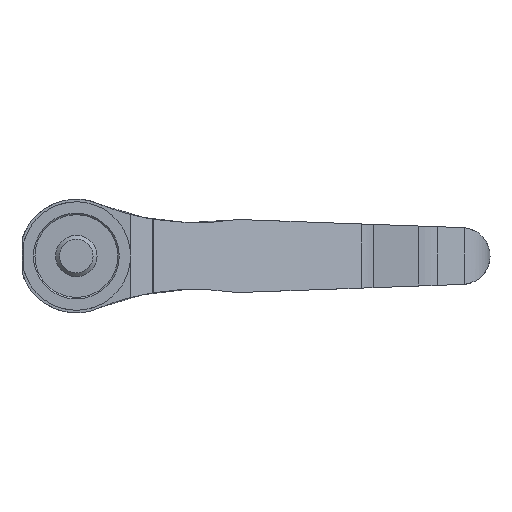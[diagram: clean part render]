
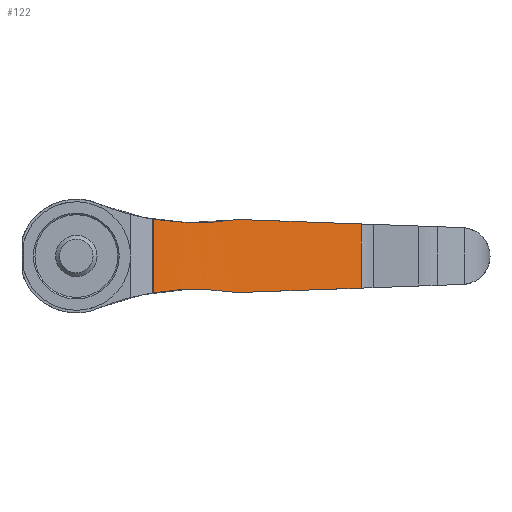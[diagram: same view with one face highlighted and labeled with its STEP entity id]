
A CAD part, front view. The second image highlights one B-rep face of the part: STEP entity #122.
In plain terms, the highlighted cylindrical face has radius 214.45 mm (diameter 428.9 mm), a partial arc.
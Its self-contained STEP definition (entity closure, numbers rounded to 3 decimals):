
#122 = ADVANCED_FACE( '', ( #279 ), #280, .F. );
#279 = FACE_OUTER_BOUND( '', #470, .T. );
#280 = CYLINDRICAL_SURFACE( '', #471, 214.45 );
#470 = EDGE_LOOP( '', ( #763, #764, #765, #766, #767, #768, #769, #770 ) );
#471 = AXIS2_PLACEMENT_3D( '', #771, #772, #773 );
#763 = ORIENTED_EDGE( '', *, *, #1162, .T. );
#764 = ORIENTED_EDGE( '', *, *, #1163, .T. );
#765 = ORIENTED_EDGE( '', *, *, #1164, .F. );
#766 = ORIENTED_EDGE( '', *, *, #1089, .T. );
#767 = ORIENTED_EDGE( '', *, *, #1165, .T. );
#768 = ORIENTED_EDGE( '', *, *, #1166, .F. );
#769 = ORIENTED_EDGE( '', *, *, #1156, .T. );
#770 = ORIENTED_EDGE( '', *, *, #1167, .F. );
#771 = CARTESIAN_POINT( '', ( 111.591, -165.123, 22. ) );
#772 = DIRECTION( '', ( 0., 0., 1. ) );
#773 = DIRECTION( '', ( -1., 0., 0. ) );
#1089 = EDGE_CURVE( '', #1293, #1291, #1294, .F. );
#1156 = EDGE_CURVE( '', #1400, #1401, #1402, .T. );
#1162 = EDGE_CURVE( '', #1410, #1411, #1412, .T. );
#1163 = EDGE_CURVE( '', #1411, #1413, #1414, .F. );
#1164 = EDGE_CURVE( '', #1293, #1413, #1415, .T. );
#1165 = EDGE_CURVE( '', #1291, #1416, #1417, .T. );
#1166 = EDGE_CURVE( '', #1400, #1416, #1418, .T. );
#1167 = EDGE_CURVE( '', #1410, #1401, #1419, .T. );
#1291 = VERTEX_POINT( '', #1572 );
#1293 = VERTEX_POINT( '', #1575 );
#1294 = ELLIPSE( '', #1576, 214.59, 214.45 );
#1400 = VERTEX_POINT( '', #1858 );
#1401 = VERTEX_POINT( '', #1859 );
#1402 = LINE( '', #1860, #1861 );
#1410 = VERTEX_POINT( '', #1876 );
#1411 = VERTEX_POINT( '', #1877 );
#1412 = B_SPLINE_CURVE_WITH_KNOTS( '', 3, ( #1878, #1879, #1880, #1881 ), .UNSPECIFIED., .F., .F., ( 4, 4 ), ( 0., 0.002 ), .UNSPECIFIED. );
#1413 = VERTEX_POINT( '', #1882 );
#1414 = ELLIPSE( '', #1883, 214.59, 214.45 );
#1415 = LINE( '', #1884, #1885 );
#1416 = VERTEX_POINT( '', #1886 );
#1417 = B_SPLINE_CURVE_WITH_KNOTS( '', 3, ( #1887, #1888, #1889, #1890 ), .UNSPECIFIED., .F., .F., ( 4, 4 ), ( 0., 0.002 ), .UNSPECIFIED. );
#1418 = B_SPLINE_CURVE_WITH_KNOTS( '', 3, ( #1891, #1892, #1893, #1894, #1895, #1896 ), .UNSPECIFIED., .F., .F., ( 4, 2, 4 ), ( 0., 0.008, 0.017 ), .UNSPECIFIED. );
#1419 = B_SPLINE_CURVE_WITH_KNOTS( '', 3, ( #1897, #1898, #1899, #1900, #1901, #1902 ), .UNSPECIFIED., .F., .F., ( 4, 2, 4 ), ( 0., 0.008, 0.017 ), .UNSPECIFIED. );
#1572 = CARTESIAN_POINT( '', ( 31.648, 33.87, 7.049 ) );
#1575 = CARTESIAN_POINT( '', ( 55.114, 41.757, 6.201 ) );
#1576 = AXIS2_PLACEMENT_3D( '', #2180, #2181, #2182 );
#1858 = CARTESIAN_POINT( '', ( 14.882, 26.283, 7.096 ) );
#1859 = CARTESIAN_POINT( '', ( 14.882, 26.283, -7.096 ) );
#1860 = CARTESIAN_POINT( '', ( 14.882, 26.283, 22. ) );
#1861 = VECTOR( '', #2283, 1000. );
#1876 = CARTESIAN_POINT( '', ( 30.179, 33.273, -6.967 ) );
#1877 = CARTESIAN_POINT( '', ( 31.648, 33.87, -7.049 ) );
#1878 = CARTESIAN_POINT( '', ( 30.179, 33.273, -6.967 ) );
#1879 = CARTESIAN_POINT( '', ( 30.666, 33.473, -7.039 ) );
#1880 = CARTESIAN_POINT( '', ( 31.156, 33.672, -7.067 ) );
#1881 = CARTESIAN_POINT( '', ( 31.648, 33.87, -7.049 ) );
#1882 = CARTESIAN_POINT( '', ( 55.114, 41.757, -6.201 ) );
#1883 = AXIS2_PLACEMENT_3D( '', #2285, #2286, #2287 );
#1884 = CARTESIAN_POINT( '', ( 55.114, 41.757, 22. ) );
#1885 = VECTOR( '', #2288, 1000. );
#1886 = CARTESIAN_POINT( '', ( 30.179, 33.273, 6.967 ) );
#1887 = CARTESIAN_POINT( '', ( 31.648, 33.87, 7.049 ) );
#1888 = CARTESIAN_POINT( '', ( 31.156, 33.672, 7.067 ) );
#1889 = CARTESIAN_POINT( '', ( 30.666, 33.473, 7.039 ) );
#1890 = CARTESIAN_POINT( '', ( 30.179, 33.273, 6.967 ) );
#1891 = CARTESIAN_POINT( '', ( 14.882, 26.283, 7.096 ) );
#1892 = CARTESIAN_POINT( '', ( 17.383, 27.547, 6.68 ) );
#1893 = CARTESIAN_POINT( '', ( 19.909, 28.761, 6.457 ) );
#1894 = CARTESIAN_POINT( '', ( 25.008, 31.091, 6.407 ) );
#1895 = CARTESIAN_POINT( '', ( 27.581, 32.207, 6.579 ) );
#1896 = CARTESIAN_POINT( '', ( 30.179, 33.273, 6.967 ) );
#1897 = CARTESIAN_POINT( '', ( 30.179, 33.273, -6.967 ) );
#1898 = CARTESIAN_POINT( '', ( 27.581, 32.207, -6.579 ) );
#1899 = CARTESIAN_POINT( '', ( 25.008, 31.091, -6.407 ) );
#1900 = CARTESIAN_POINT( '', ( 19.909, 28.761, -6.457 ) );
#1901 = CARTESIAN_POINT( '', ( 17.383, 27.547, -6.68 ) );
#1902 = CARTESIAN_POINT( '', ( 14.882, 26.283, -7.096 ) );
#2180 = CARTESIAN_POINT( '', ( 111.591, -165.123, 4.159 ) );
#2181 = DIRECTION( '', ( -0.036, 0., -0.999 ) );
#2182 = DIRECTION( '', ( 0.999, 0., -0.036 ) );
#2283 = DIRECTION( '', ( 0., 0., -1. ) );
#2285 = CARTESIAN_POINT( '', ( 111.591, -165.123, -4.159 ) );
#2286 = DIRECTION( '', ( -0.036, 0., 0.999 ) );
#2287 = DIRECTION( '', ( -0.999, 0., -0.036 ) );
#2288 = DIRECTION( '', ( 0., 0., -1. ) );
